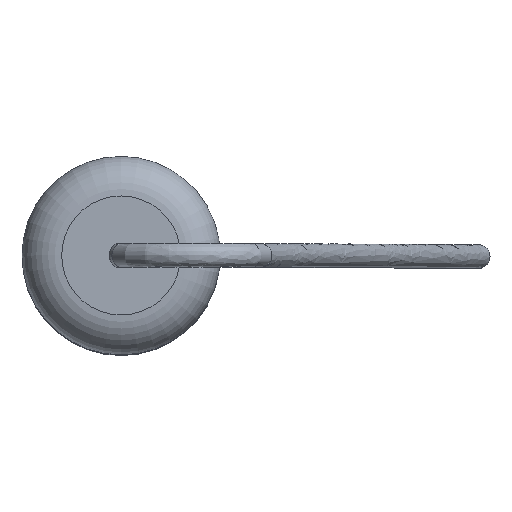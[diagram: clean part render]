
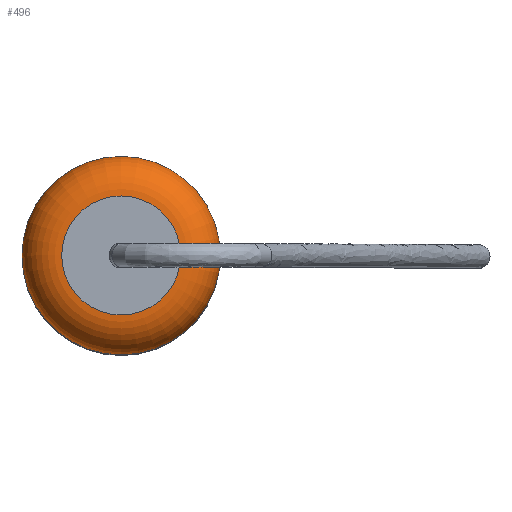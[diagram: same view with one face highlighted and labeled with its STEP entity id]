
A CAD part, top view. The second image highlights one B-rep face of the part: STEP entity #496.
In plain terms, the highlighted toroidal (fillet/blend) face has major radius 1.5 mm and minor radius 1 mm.
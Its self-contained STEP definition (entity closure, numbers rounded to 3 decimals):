
#16=TOROIDAL_SURFACE('',#602,1.5,1.);
#107=FACE_OUTER_BOUND('',#149,.T.);
#149=EDGE_LOOP('',(#434,#435,#436,#437,#438));
#217=CIRCLE('',#603,1.5);
#218=CIRCLE('',#604,1.);
#219=CIRCLE('',#605,2.5);
#220=CIRCLE('',#606,2.5);
#259=VERTEX_POINT('',#1006);
#260=VERTEX_POINT('',#1008);
#261=VERTEX_POINT('',#1010);
#318=EDGE_CURVE('',#259,#259,#217,.T.);
#319=EDGE_CURVE('',#259,#260,#218,.T.);
#320=EDGE_CURVE('',#260,#261,#219,.T.);
#321=EDGE_CURVE('',#261,#260,#220,.T.);
#434=ORIENTED_EDGE('',*,*,#318,.T.);
#435=ORIENTED_EDGE('',*,*,#319,.T.);
#436=ORIENTED_EDGE('',*,*,#320,.T.);
#437=ORIENTED_EDGE('',*,*,#321,.T.);
#438=ORIENTED_EDGE('',*,*,#319,.F.);
#496=ADVANCED_FACE('',(#107),#16,.T.);
#602=AXIS2_PLACEMENT_3D('',#1005,#780,#781);
#603=AXIS2_PLACEMENT_3D('',#1007,#782,#783);
#604=AXIS2_PLACEMENT_3D('',#1009,#784,#785);
#605=AXIS2_PLACEMENT_3D('',#1011,#786,#787);
#606=AXIS2_PLACEMENT_3D('',#1012,#788,#789);
#780=DIRECTION('center_axis',(0.,0.,1.));
#781=DIRECTION('ref_axis',(1.,0.,0.));
#782=DIRECTION('center_axis',(0.,0.,-1.));
#783=DIRECTION('ref_axis',(-1.,0.,0.));
#784=DIRECTION('center_axis',(0.,-1.,0.));
#785=DIRECTION('ref_axis',(-1.,0.,0.));
#786=DIRECTION('center_axis',(0.,0.,1.));
#787=DIRECTION('ref_axis',(-1.,0.,0.));
#788=DIRECTION('center_axis',(0.,0.,1.));
#789=DIRECTION('ref_axis',(-1.,0.,0.));
#1005=CARTESIAN_POINT('Origin',(0.,0.,16.5));
#1006=CARTESIAN_POINT('',(-1.5,0.,17.5));
#1007=CARTESIAN_POINT('Origin',(0.,0.,17.5));
#1008=CARTESIAN_POINT('',(-2.5,0.,16.5));
#1009=CARTESIAN_POINT('Origin',(-1.5,0.,16.5));
#1010=CARTESIAN_POINT('',(2.5,0.,16.5));
#1011=CARTESIAN_POINT('Origin',(0.,0.,16.5));
#1012=CARTESIAN_POINT('Origin',(0.,0.,16.5));
